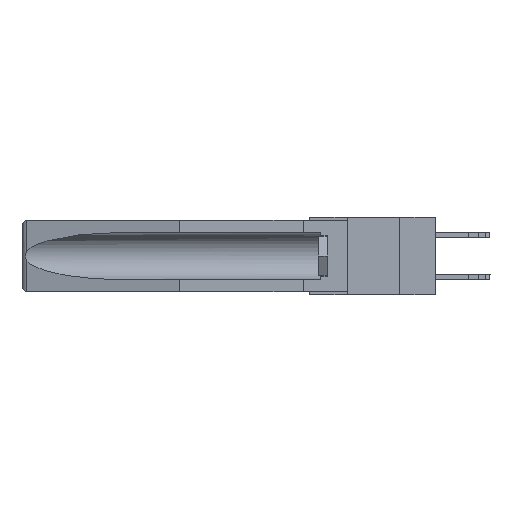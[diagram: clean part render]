
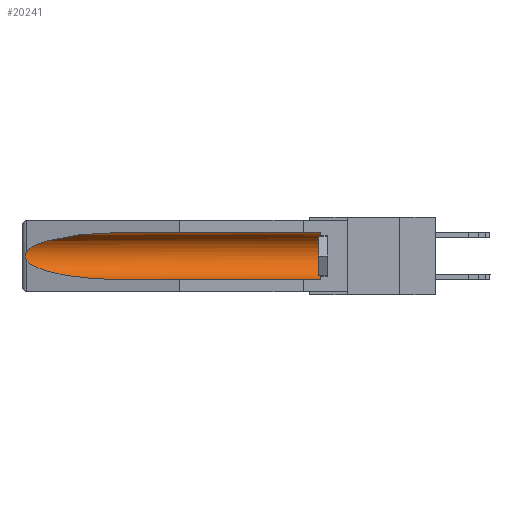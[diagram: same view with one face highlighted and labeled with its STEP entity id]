
A CAD part, left-side view. The second image highlights one B-rep face of the part: STEP entity #20241.
In plain terms, the highlighted cylindrical face has radius 2.857 mm (diameter 5.715 mm), a partial arc.
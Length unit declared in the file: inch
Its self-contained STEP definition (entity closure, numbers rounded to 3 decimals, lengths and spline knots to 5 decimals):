
#791 = LINE ( 'NONE', #7150, #1137 ) ;
#1137 = VECTOR ( 'NONE', #17485, 39.37008 ) ;
#1572 = ORIENTED_EDGE ( 'NONE', *, *, #19535, .F. ) ;
#2776 = DIRECTION ( 'NONE',  ( 0., -1., 0. ) ) ;
#3260 = CARTESIAN_POINT ( 'NONE',  ( 0.26597, 1.52961, -0.15275 ) ) ;
#3444 = VERTEX_POINT ( 'NONE', #3877 ) ;
#3658 =( BOUNDED_CURVE ( )  B_SPLINE_CURVE ( 3, ( #19448, #5334, #9667, #21643 ),
 .UNSPECIFIED., .F., .F. ) 
 B_SPLINE_CURVE_WITH_KNOTS ( ( 4, 4 ),
 ( 4.71239, 6.08839 ),
 .UNSPECIFIED. ) 
 CURVE ( )  GEOMETRIC_REPRESENTATION_ITEM ( )  RATIONAL_B_SPLINE_CURVE ( ( 1., 0.848, 0.848, 1. ) ) 
 REPRESENTATION_ITEM ( '' )  );
#3844 = EDGE_CURVE ( 'NONE', #16877, #8727, #3658, .T. ) ;
#3877 = CARTESIAN_POINT ( 'NONE',  ( 0.155, 0.126, -0.059 ) ) ;
#4894 = CARTESIAN_POINT ( 'NONE',  ( 0.2673, 1.53269, -0.17917 ) ) ;
#5015 = DIRECTION ( 'NONE',  ( 0., 0., 1. ) ) ;
#5059 = CARTESIAN_POINT ( 'NONE',  ( 0.26537, 1.52718, -0.14972 ) ) ;
#5270 = CYLINDRICAL_SURFACE ( 'NONE', #20895, 0.1125 ) ;
#5334 = CARTESIAN_POINT ( 'NONE',  ( 0.21114, 1.30732, -0.059 ) ) ;
#5523 = ORIENTED_EDGE ( 'NONE', *, *, #19082, .T. ) ;
#6016 =( BOUNDED_CURVE ( )  B_SPLINE_CURVE ( 3, ( #16815, #6780, #19565, #23703 ),
 .UNSPECIFIED., .F., .F. ) 
 B_SPLINE_CURVE_WITH_KNOTS ( ( 4, 4 ),
 ( 0.1948, 1.5708 ),
 .UNSPECIFIED. ) 
 CURVE ( )  GEOMETRIC_REPRESENTATION_ITEM ( )  RATIONAL_B_SPLINE_CURVE ( ( 1., 0.848, 0.848, 1. ) ) 
 REPRESENTATION_ITEM ( '' )  );
#6780 = CARTESIAN_POINT ( 'NONE',  ( 0.25451, 1.48313, -0.24835 ) ) ;
#7150 = CARTESIAN_POINT ( 'NONE',  ( 0.155, -0.30754, -0.059 ) ) ;
#7370 = DIRECTION ( 'NONE',  ( 0., 0., 1. ) ) ;
#7375 = DIRECTION ( 'NONE',  ( 0., 1., 0. ) ) ;
#8711 = FACE_OUTER_BOUND ( 'NONE', #10111, .T. ) ;
#8727 = VERTEX_POINT ( 'NONE', #20880 ) ;
#8984 = VERTEX_POINT ( 'NONE', #23594 ) ;
#9010 = CARTESIAN_POINT ( 'NONE',  ( 0.26537, 1.52718, -0.19328 ) ) ;
#9073 = LINE ( 'NONE', #17791, #11608 ) ;
#9667 = CARTESIAN_POINT ( 'NONE',  ( 0.25451, 1.48313, -0.09465 ) ) ;
#9795 = CARTESIAN_POINT ( 'NONE',  ( 0.155, 1.07973, -0.284 ) ) ;
#10111 = EDGE_LOOP ( 'NONE', ( #16348, #5523, #22595, #1572, #19066, #18897 ) ) ;
#10967 = CARTESIAN_POINT ( 'NONE',  ( 0.2675, 1.53308, -0.17534 ) ) ;
#11608 = VECTOR ( 'NONE', #7375, 39.37008 ) ;
#12965 = CARTESIAN_POINT ( 'NONE',  ( 0.2675, 1.53308, -0.16763 ) ) ;
#14691 = EDGE_CURVE ( 'NONE', #3444, #16877, #791, .T. ) ;
#15467 = DIRECTION ( 'NONE',  ( 0., 1., 0. ) ) ;
#16348 = ORIENTED_EDGE ( 'NONE', *, *, #3844, .T. ) ;
#16815 = CARTESIAN_POINT ( 'NONE',  ( 0.26537, 1.52718, -0.19328 ) ) ;
#16877 = VERTEX_POINT ( 'NONE', #20790 ) ;
#17485 = DIRECTION ( 'NONE',  ( 0., 1., 0. ) ) ;
#17791 = CARTESIAN_POINT ( 'NONE',  ( 0.155, -0.30754, -0.284 ) ) ;
#18869 = EDGE_CURVE ( 'NONE', #8984, #3444, #23317, .T. ) ;
#18897 = ORIENTED_EDGE ( 'NONE', *, *, #14691, .T. ) ;
#18976 = CARTESIAN_POINT ( 'NONE',  ( 0.26597, 1.5296, -0.19026 ) ) ;
#19066 = ORIENTED_EDGE ( 'NONE', *, *, #18869, .T. ) ;
#19082 = EDGE_CURVE ( 'NONE', #8727, #23590, #23135, .T. ) ;
#19448 = CARTESIAN_POINT ( 'NONE',  ( 0.155, 1.07973, -0.059 ) ) ;
#19535 = EDGE_CURVE ( 'NONE', #8984, #23377, #9073, .T. ) ;
#19565 = CARTESIAN_POINT ( 'NONE',  ( 0.21114, 1.30732, -0.284 ) ) ;
#20241 = ADVANCED_FACE ( 'NONE', ( #8711 ), #5270, .F. ) ;
#20790 = CARTESIAN_POINT ( 'NONE',  ( 0.155, 1.07973, -0.059 ) ) ;
#20880 = CARTESIAN_POINT ( 'NONE',  ( 0.26537, 1.52718, -0.14972 ) ) ;
#20895 = AXIS2_PLACEMENT_3D ( 'NONE', #25378, #15467, #7370 ) ;
#21002 = CARTESIAN_POINT ( 'NONE',  ( 0.26654, 1.53092, -0.15636 ) ) ;
#21092 = CARTESIAN_POINT ( 'NONE',  ( 0.2673, 1.5327, -0.16383 ) ) ;
#21643 = CARTESIAN_POINT ( 'NONE',  ( 0.26537, 1.52718, -0.14972 ) ) ;
#22595 = ORIENTED_EDGE ( 'NONE', *, *, #25211, .T. ) ;
#23135 = B_SPLINE_CURVE_WITH_KNOTS ( 'NONE', 3,
 ( #5059, #3260, #21002, #21092, #12965, #10967, #4894, #25148, #18976, #9010 ),
 .UNSPECIFIED., .F., .F.,
 ( 4, 2, 2, 2, 4 ),
 ( 0., 0.00029, 0.00058, 0.00087, 0.00117 ),
 .UNSPECIFIED. ) ;
#23317 = CIRCLE ( 'NONE', #24612, 0.1125 ) ;
#23377 = VERTEX_POINT ( 'NONE', #9795 ) ;
#23590 = VERTEX_POINT ( 'NONE', #24491 ) ;
#23594 = CARTESIAN_POINT ( 'NONE',  ( 0.155, 0.126, -0.284 ) ) ;
#23703 = CARTESIAN_POINT ( 'NONE',  ( 0.155, 1.07973, -0.284 ) ) ;
#24491 = CARTESIAN_POINT ( 'NONE',  ( 0.26537, 1.52718, -0.19328 ) ) ;
#24612 = AXIS2_PLACEMENT_3D ( 'NONE', #25108, #2776, #5015 ) ;
#25108 = CARTESIAN_POINT ( 'NONE',  ( 0.155, 0.126, -0.1715 ) ) ;
#25148 = CARTESIAN_POINT ( 'NONE',  ( 0.26655, 1.53094, -0.18657 ) ) ;
#25211 = EDGE_CURVE ( 'NONE', #23590, #23377, #6016, .T. ) ;
#25378 = CARTESIAN_POINT ( 'NONE',  ( 0.155, -0.30754, -0.1715 ) ) ;
